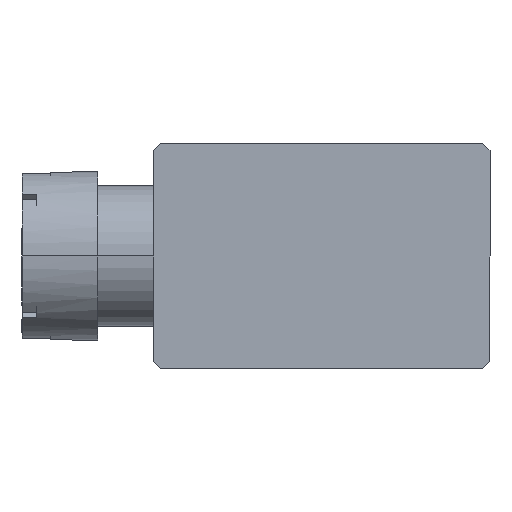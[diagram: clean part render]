
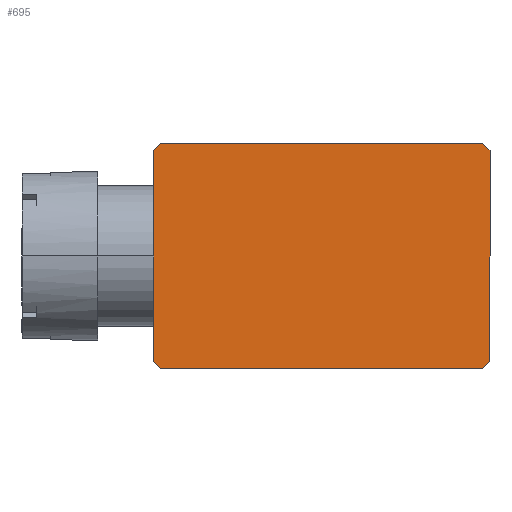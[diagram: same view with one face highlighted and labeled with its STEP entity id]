
A CAD part, left-side view. The second image highlights one B-rep face of the part: STEP entity #695.
In plain terms, the highlighted face is planar.
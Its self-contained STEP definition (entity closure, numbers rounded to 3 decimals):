
#221 = ORIENTED_EDGE ( 'NONE', *, *, #3450, .T. ) ;
#595 = CARTESIAN_POINT ( 'NONE',  ( 4., 6., 51. ) ) ;
#648 = AXIS2_PLACEMENT_3D ( 'NONE', #4768, #3203, #2693 ) ;
#649 = ORIENTED_EDGE ( 'NONE', *, *, #3516, .T. ) ;
#695 = ADVANCED_FACE ( 'NONE', ( #6147 ), #2137, .T. ) ;
#800 = VECTOR ( 'NONE', #5523, 1000. ) ;
#805 = DIRECTION ( 'NONE',  ( 1., 0., 0. ) ) ;
#844 = CARTESIAN_POINT ( 'NONE',  ( 5.875, 3.875, 51. ) ) ;
#1133 = LINE ( 'NONE', #1960, #800 ) ;
#1292 = ORIENTED_EDGE ( 'NONE', *, *, #4088, .T. ) ;
#1529 = DIRECTION ( 'NONE',  ( 0., -1., 0. ) ) ;
#1960 = CARTESIAN_POINT ( 'NONE',  ( -0.125, -9.875, 51. ) ) ;
#1998 = VERTEX_POINT ( 'NONE', #5136 ) ;
#2091 = ORIENTED_EDGE ( 'NONE', *, *, #3530, .T. ) ;
#2093 = VECTOR ( 'NONE', #5074, 1000. ) ;
#2117 = LINE ( 'NONE', #595, #4608 ) ;
#2137 = PLANE ( 'NONE',  #648 ) ;
#2432 = VECTOR ( 'NONE', #2487, 1000. ) ;
#2487 = DIRECTION ( 'NONE',  ( -0.707, 0.707, 0. ) ) ;
#2500 = CARTESIAN_POINT ( 'NONE',  ( -4., 5.75, 51. ) ) ;
#2558 = VERTEX_POINT ( 'NONE', #4969 ) ;
#2693 = DIRECTION ( 'NONE',  ( 1., 0., 0. ) ) ;
#3130 = VERTEX_POINT ( 'NONE', #3983 ) ;
#3149 = ORIENTED_EDGE ( 'NONE', *, *, #3540, .T. ) ;
#3198 = CARTESIAN_POINT ( 'NONE',  ( -3.75, 6., 51. ) ) ;
#3203 = DIRECTION ( 'NONE',  ( 0., 0., 1. ) ) ;
#3248 = EDGE_CURVE ( 'NONE', #5383, #1998, #5194, .T. ) ;
#3338 = VECTOR ( 'NONE', #4765, 1000. ) ;
#3343 = EDGE_CURVE ( 'NONE', #5735, #2558, #2117, .T. ) ;
#3364 = ORIENTED_EDGE ( 'NONE', *, *, #3248, .T. ) ;
#3450 = EDGE_CURVE ( 'NONE', #3130, #3618, #6535, .T. ) ;
#3516 = EDGE_CURVE ( 'NONE', #1998, #3130, #6220, .T. ) ;
#3530 = EDGE_CURVE ( 'NONE', #3618, #5735, #1133, .T. ) ;
#3533 = EDGE_CURVE ( 'NONE', #2558, #6521, #3697, .T. ) ;
#3540 = EDGE_CURVE ( 'NONE', #5810, #5383, #6086, .T. ) ;
#3567 = DIRECTION ( 'NONE',  ( 0.707, -0.707, 0. ) ) ;
#3618 = VERTEX_POINT ( 'NONE', #3641 ) ;
#3641 = CARTESIAN_POINT ( 'NONE',  ( 3.75, -6., 51. ) ) ;
#3697 = LINE ( 'NONE', #844, #2432 ) ;
#3820 = EDGE_LOOP ( 'NONE', ( #3364, #649, #221, #2091, #4221, #4346, #1292, #3149 ) ) ;
#3983 = CARTESIAN_POINT ( 'NONE',  ( -3.75, -6., 51. ) ) ;
#4088 = EDGE_CURVE ( 'NONE', #6521, #5810, #6077, .T. ) ;
#4219 = VECTOR ( 'NONE', #1529, 1000. ) ;
#4221 = ORIENTED_EDGE ( 'NONE', *, *, #3343, .T. ) ;
#4346 = ORIENTED_EDGE ( 'NONE', *, *, #3533, .T. ) ;
#4608 = VECTOR ( 'NONE', #5741, 1000. ) ;
#4734 = CARTESIAN_POINT ( 'NONE',  ( -4., 6., 51. ) ) ;
#4765 = DIRECTION ( 'NONE',  ( -1., 0., 0. ) ) ;
#4768 = CARTESIAN_POINT ( 'NONE',  ( -4., -6., 51. ) ) ;
#4969 = CARTESIAN_POINT ( 'NONE',  ( 4., 5.75, 51. ) ) ;
#5074 = DIRECTION ( 'NONE',  ( -0.707, -0.707, 0. ) ) ;
#5136 = CARTESIAN_POINT ( 'NONE',  ( -4., -5.75, 51. ) ) ;
#5165 = VECTOR ( 'NONE', #3567, 1000. ) ;
#5194 = LINE ( 'NONE', #4734, #4219 ) ;
#5300 = VECTOR ( 'NONE', #805, 1000. ) ;
#5383 = VERTEX_POINT ( 'NONE', #2500 ) ;
#5523 = DIRECTION ( 'NONE',  ( 0.707, 0.707, 0. ) ) ;
#5735 = VERTEX_POINT ( 'NONE', #6570 ) ;
#5741 = DIRECTION ( 'NONE',  ( 0., 1., 0. ) ) ;
#5810 = VERTEX_POINT ( 'NONE', #3198 ) ;
#5887 = CARTESIAN_POINT ( 'NONE',  ( 3.75, 6., 51. ) ) ;
#5926 = CARTESIAN_POINT ( 'NONE',  ( -4., -6., 51. ) ) ;
#5981 = CARTESIAN_POINT ( 'NONE',  ( -9.875, -0.125, 51. ) ) ;
#6077 = LINE ( 'NONE', #6138, #3338 ) ;
#6086 = LINE ( 'NONE', #5981, #2093 ) ;
#6138 = CARTESIAN_POINT ( 'NONE',  ( -4., 6., 51. ) ) ;
#6147 = FACE_OUTER_BOUND ( 'NONE', #3820, .T. ) ;
#6220 = LINE ( 'NONE', #6439, #5165 ) ;
#6439 = CARTESIAN_POINT ( 'NONE',  ( -3.875, -5.875, 51. ) ) ;
#6521 = VERTEX_POINT ( 'NONE', #5887 ) ;
#6535 = LINE ( 'NONE', #5926, #5300 ) ;
#6570 = CARTESIAN_POINT ( 'NONE',  ( 4., -5.75, 51. ) ) ;
